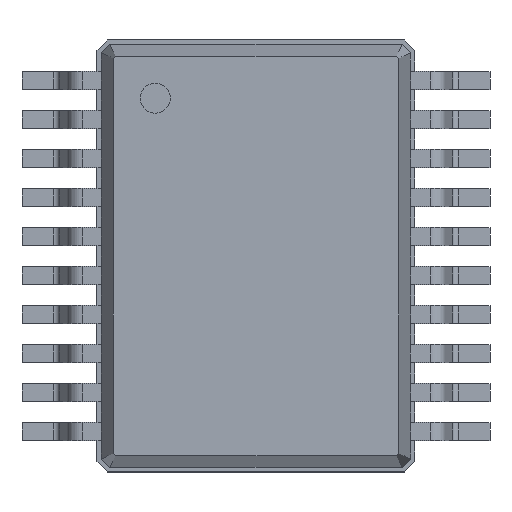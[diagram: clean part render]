
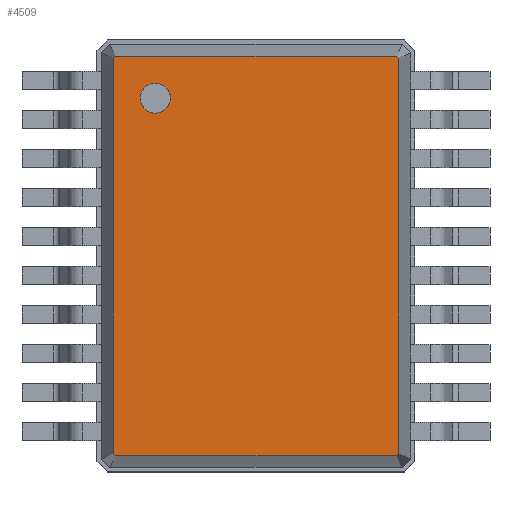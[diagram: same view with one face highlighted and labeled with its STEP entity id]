
A CAD part, top view. The second image highlights one B-rep face of the part: STEP entity #4509.
In plain terms, the highlighted planar face has unit normal (0, 0, 1).
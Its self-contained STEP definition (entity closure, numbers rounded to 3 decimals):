
#13=DIRECTION('',(0.,0.,1.));
#27=VECTOR('',#28,1.);
#28=DIRECTION('',(1.,0.,0.));
#51=VECTOR('',#52,1.);
#52=DIRECTION('',(0.707,-0.707,0.));
#58=VECTOR('',#59,1.);
#59=DIRECTION('',(0.,-1.,0.));
#65=VECTOR('',#66,1.);
#66=DIRECTION('',(-0.707,-0.707,0.));
#72=VECTOR('',#73,1.);
#73=DIRECTION('',(-1.,0.,0.));
#79=VECTOR('',#80,1.);
#80=DIRECTION('',(-0.707,0.707,0.));
#86=VECTOR('',#87,1.);
#87=DIRECTION('',(0.,1.,0.));
#91=VECTOR('',#92,1.);
#92=DIRECTION('',(0.707,0.707,0.));
#1405=VERTEX_POINT('',#1406);
#1406=CARTESIAN_POINT('',(-2.378,3.289,2.1));
#1408=ORIENTED_EDGE('',*,*,#1409,.F.);
#1409=EDGE_CURVE('',#1410,#1405,#1412,.T.);
#1410=VERTEX_POINT('',#1411);
#1411=CARTESIAN_POINT('',(-2.378,-3.289,2.1));
#1412=LINE('',#1411,#86);
#1423=VERTEX_POINT('',#1424);
#1424=CARTESIAN_POINT('',(-2.339,3.328,2.1));
#1426=ORIENTED_EDGE('',*,*,#1427,.F.);
#1427=EDGE_CURVE('',#1405,#1423,#1428,.T.);
#1428=LINE('',#1406,#91);
#1437=VERTEX_POINT('',#1438);
#1438=CARTESIAN_POINT('',(2.339,3.328,2.1));
#1440=ORIENTED_EDGE('',*,*,#1441,.F.);
#1441=EDGE_CURVE('',#1423,#1437,#1442,.T.);
#1442=LINE('',#1424,#27);
#1451=VERTEX_POINT('',#1452);
#1452=CARTESIAN_POINT('',(2.378,3.289,2.1));
#1454=ORIENTED_EDGE('',*,*,#1455,.F.);
#1455=EDGE_CURVE('',#1437,#1451,#1456,.T.);
#1456=LINE('',#1438,#51);
#1545=VERTEX_POINT('',#1546);
#1546=CARTESIAN_POINT('',(2.378,-3.289,2.1));
#1548=ORIENTED_EDGE('',*,*,#1549,.F.);
#1549=EDGE_CURVE('',#1451,#1545,#1550,.T.);
#1550=LINE('',#1452,#58);
#4509=ADVANCED_FACE('',(#4510,#4525),#4535,.T.);
#4510=FACE_BOUND('',#4511,.T.);
#4511=EDGE_LOOP('',(#1440,#1426,#1408,#4512,#4517,#4522,#1548,#1454));
#4512=ORIENTED_EDGE('',*,*,#4513,.F.);
#4513=EDGE_CURVE('',#4514,#1410,#4516,.T.);
#4514=VERTEX_POINT('',#4515);
#4515=CARTESIAN_POINT('',(-2.339,-3.328,2.1));
#4516=LINE('',#4515,#79);
#4517=ORIENTED_EDGE('',*,*,#4518,.F.);
#4518=EDGE_CURVE('',#4519,#4514,#4521,.T.);
#4519=VERTEX_POINT('',#4520);
#4520=CARTESIAN_POINT('',(2.339,-3.328,2.1));
#4521=LINE('',#4520,#72);
#4522=ORIENTED_EDGE('',*,*,#4523,.F.);
#4523=EDGE_CURVE('',#1545,#4519,#4524,.T.);
#4524=LINE('',#1546,#65);
#4525=FACE_BOUND('',#4526,.T.);
#4526=EDGE_LOOP('',(#4527));
#4527=ORIENTED_EDGE('',*,*,#4528,.T.);
#4528=EDGE_CURVE('',#4529,#4529,#4531,.T.);
#4529=VERTEX_POINT('',#4530);
#4530=CARTESIAN_POINT('',(-1.678,2.378,2.1));
#4531=CIRCLE('',#4532,0.25);
#4532=AXIS2_PLACEMENT_3D('',#4533,#4534,#59);
#4533=CARTESIAN_POINT('',(-1.678,2.628,2.1));
#4534=DIRECTION('',(0.,-0.,-1.));
#4535=PLANE('',#4536);
#4536=AXIS2_PLACEMENT_3D('',#1424,#13,#4537);
#4537=DIRECTION('',(0.575,-0.818,0.));
